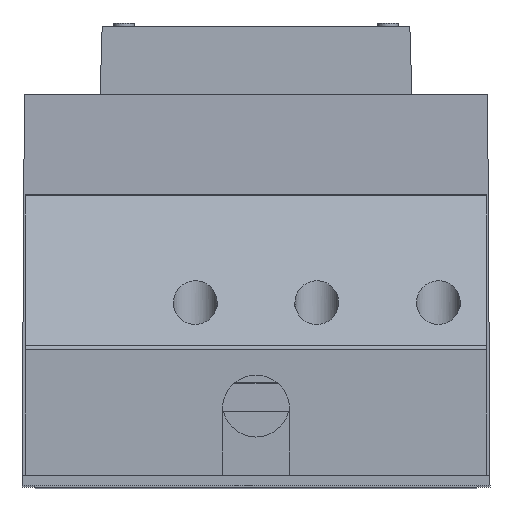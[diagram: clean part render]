
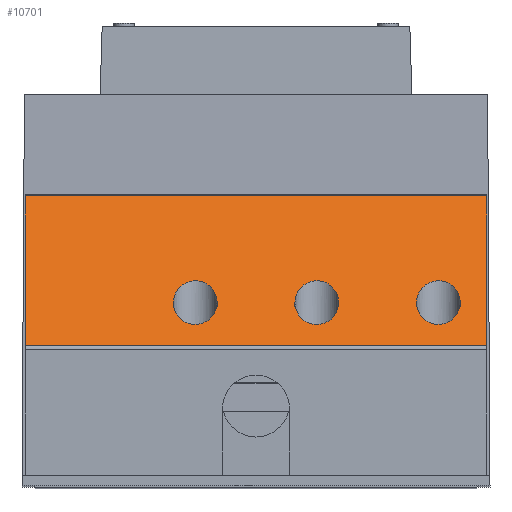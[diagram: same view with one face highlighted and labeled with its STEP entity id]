
A CAD part, top view. The second image highlights one B-rep face of the part: STEP entity #10701.
In plain terms, the highlighted planar face has unit normal (0, 0.707, 0.707).
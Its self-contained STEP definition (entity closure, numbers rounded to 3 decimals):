
#29 = CARTESIAN_POINT ( 'NONE',  ( 26.4, -3.121, 67.953 ) ) ;
#70 = CARTESIAN_POINT ( 'NONE',  ( 13.6, -10.321, 75.153 ) ) ;
#126 = ORIENTED_EDGE ( 'NONE', *, *, #296, .T. ) ;
#157 = VERTEX_POINT ( 'NONE', #4594 ) ;
#272 = ORIENTED_EDGE ( 'NONE', *, *, #3343, .T. ) ;
#296 = EDGE_CURVE ( 'Defeature ausgef�hrt1_82+Defeature ausgef�hrt1_255+Defeature ausgef�hrt1_255+Defeature ausgef�hrt1_255', #157, #4086, #10412, .T. ) ;
#304 = CARTESIAN_POINT ( 'NONE',  ( -6.4, -3.121, 67.953 ) ) ;
#707 = VECTOR ( 'NONE', #5512, 1000. ) ;
#708 =( BOUNDED_CURVE ( )  B_SPLINE_CURVE ( 3, ( #9720, #1138, #2038, #11832 ),
 .UNSPECIFIED., .F., .F. ) 
 B_SPLINE_CURVE_WITH_KNOTS ( ( 4, 4 ),
 ( 1.571, 4.712 ),
 .UNSPECIFIED. ) 
 CURVE ( )  GEOMETRIC_REPRESENTATION_ITEM ( )  RATIONAL_B_SPLINE_CURVE ( ( 1., 0.333, 0.333, 1. ) ) 
 REPRESENTATION_ITEM ( '' )  );
#1138 = CARTESIAN_POINT ( 'NONE',  ( 33.6, -17.521, 82.353 ) ) ;
#1400 = CARTESIAN_POINT ( 'NONE',  ( 38., -17.373, 82.205 ) ) ;
#1419 = CARTESIAN_POINT ( 'NONE',  ( 6.4, -10.321, 75.153 ) ) ;
#1531 = EDGE_LOOP ( 'NONE', ( #272, #8908 ) ) ;
#1607 = EDGE_CURVE ( 'Defeature ausgef�hrt1_66+Defeature ausgef�hrt1_82+Defeature ausgef�hrt1_81+Defeature ausgef�hrt1_83', #7370, #2919, #5727, .T. ) ;
#1943 = CARTESIAN_POINT ( 'NONE',  ( -13.6, -17.521, 82.353 ) ) ;
#1954 = CARTESIAN_POINT ( 'NONE',  ( 26.4, -10.321, 75.153 ) ) ;
#2019 = VERTEX_POINT ( 'NONE', #10010 ) ;
#2038 = CARTESIAN_POINT ( 'NONE',  ( 26.4, -17.521, 82.353 ) ) ;
#2105 = CARTESIAN_POINT ( 'NONE',  ( -13.6, -10.321, 75.153 ) ) ;
#2271 = EDGE_CURVE ( 'Defeature ausgef�hrt1_82+Defeature ausgef�hrt1_245+Defeature ausgef�hrt1_245+Defeature ausgef�hrt1_245', #2019, #10535, #11240, .T. ) ;
#2365 = VERTEX_POINT ( 'NONE', #8789 ) ;
#2372 = FACE_BOUND ( 'NONE', #11067, .T. ) ;
#2409 = CARTESIAN_POINT ( 'NONE',  ( 38., 7.257, 57.575 ) ) ;
#2432 = DIRECTION ( 'NONE',  ( 0., -0.707, -0.707 ) ) ;
#2567 = CARTESIAN_POINT ( 'NONE',  ( 13.6, -10.321, 75.153 ) ) ;
#2670 = CARTESIAN_POINT ( 'NONE',  ( -13.6, -10.321, 75.153 ) ) ;
#2919 = VERTEX_POINT ( 'NONE', #7298 ) ;
#2934 =( BOUNDED_CURVE ( )  B_SPLINE_CURVE ( 3, ( #70, #11845, #7939, #11723 ),
 .UNSPECIFIED., .F., .F. ) 
 B_SPLINE_CURVE_WITH_KNOTS ( ( 4, 4 ),
 ( 1.571, 4.712 ),
 .UNSPECIFIED. ) 
 CURVE ( )  GEOMETRIC_REPRESENTATION_ITEM ( )  RATIONAL_B_SPLINE_CURVE ( ( 1., 0.333, 0.333, 1. ) ) 
 REPRESENTATION_ITEM ( '' )  );
#2947 = DIRECTION ( 'NONE',  ( -1., 0., 0. ) ) ;
#3013 =( BOUNDED_CURVE ( )  B_SPLINE_CURVE ( 3, ( #2105, #7926, #304, #9906 ),
 .UNSPECIFIED., .F., .F. ) 
 B_SPLINE_CURVE_WITH_KNOTS ( ( 4, 4 ),
 ( 4.712, 7.854 ),
 .UNSPECIFIED. ) 
 CURVE ( )  GEOMETRIC_REPRESENTATION_ITEM ( )  RATIONAL_B_SPLINE_CURVE ( ( 1., 0.333, 0.333, 1. ) ) 
 REPRESENTATION_ITEM ( '' )  );
#3134 = EDGE_CURVE ( 'Defeature ausgef�hrt1_82+Defeature ausgef�hrt1_255+Defeature ausgef�hrt1_255+Defeature ausgef�hrt1_255', #4086, #157, #708, .T. ) ;
#3229 = CARTESIAN_POINT ( 'NONE',  ( -38., 7.257, 57.575 ) ) ;
#3286 = ORIENTED_EDGE ( 'NONE', *, *, #9461, .T. ) ;
#3325 = DIRECTION ( 'NONE',  ( 0., 0.707, -0.707 ) ) ;
#3343 = EDGE_CURVE ( 'Defeature ausgef�hrt1_82+Defeature ausgef�hrt1_250+Defeature ausgef�hrt1_250+Defeature ausgef�hrt1_250', #2365, #5714, #2934, .T. ) ;
#3796 = CARTESIAN_POINT ( 'NONE',  ( -13.6, -10.321, 75.153 ) ) ;
#4086 = VERTEX_POINT ( 'NONE', #6371 ) ;
#4594 = CARTESIAN_POINT ( 'NONE',  ( 26.4, -10.321, 75.153 ) ) ;
#4701 = EDGE_LOOP ( 'NONE', ( #3286, #12530, #5814, #11579 ) ) ;
#4833 = CARTESIAN_POINT ( 'NONE',  ( -6.4, -17.521, 82.353 ) ) ;
#5512 = DIRECTION ( 'NONE',  ( -1., 0., 0. ) ) ;
#5714 = VERTEX_POINT ( 'NONE', #1419 ) ;
#5727 = LINE ( 'NONE', #6811, #6364 ) ;
#5814 = ORIENTED_EDGE ( 'NONE', *, *, #1607, .F. ) ;
#6330 = CARTESIAN_POINT ( 'NONE',  ( 38., -17.373, 82.205 ) ) ;
#6364 = VECTOR ( 'NONE', #11600, 1000. ) ;
#6371 = CARTESIAN_POINT ( 'NONE',  ( 33.6, -10.321, 75.153 ) ) ;
#6591 = ORIENTED_EDGE ( 'NONE', *, *, #10932, .T. ) ;
#6730 = EDGE_CURVE ( 'Defeature ausgef�hrt1_82+Defeature ausgef�hrt1_81+Defeature ausgef�hrt1_66+Defeature ausgef�hrt1_67', #7370, #8874, #9712, .T. ) ;
#6755 = CARTESIAN_POINT ( 'NONE',  ( 33.6, -10.321, 75.153 ) ) ;
#6811 = CARTESIAN_POINT ( 'NONE',  ( 38., -17.373, 82.205 ) ) ;
#6916 =( BOUNDED_CURVE ( )  B_SPLINE_CURVE ( 3, ( #9328, #8370, #12283, #2567 ),
 .UNSPECIFIED., .F., .F. ) 
 B_SPLINE_CURVE_WITH_KNOTS ( ( 4, 4 ),
 ( 4.712, 7.854 ),
 .UNSPECIFIED. ) 
 CURVE ( )  GEOMETRIC_REPRESENTATION_ITEM ( )  RATIONAL_B_SPLINE_CURVE ( ( 1., 0.333, 0.333, 1. ) ) 
 REPRESENTATION_ITEM ( '' )  );
#7098 = FACE_OUTER_BOUND ( 'NONE', #4701, .T. ) ;
#7291 = PLANE ( 'NONE',  #11409 ) ;
#7298 = CARTESIAN_POINT ( 'NONE',  ( 38., -17.373, 82.205 ) ) ;
#7370 = VERTEX_POINT ( 'NONE', #2409 ) ;
#7503 = CARTESIAN_POINT ( 'NONE',  ( -38., -17.373, 82.205 ) ) ;
#7688 = EDGE_CURVE ( 'Defeature ausgef�hrt1_83+Defeature ausgef�hrt1_82+Defeature ausgef�hrt1_66+Defeature ausgef�hrt1_67', #2919, #8911, #10163, .T. ) ;
#7926 = CARTESIAN_POINT ( 'NONE',  ( -13.6, -3.121, 67.953 ) ) ;
#7939 = CARTESIAN_POINT ( 'NONE',  ( 6.4, -17.521, 82.353 ) ) ;
#8096 = VECTOR ( 'NONE', #10922, 1000. ) ;
#8104 = CARTESIAN_POINT ( 'NONE',  ( -38., -17.373, 82.205 ) ) ;
#8370 = CARTESIAN_POINT ( 'NONE',  ( 6.4, -3.121, 67.953 ) ) ;
#8580 = ORIENTED_EDGE ( 'NONE', *, *, #2271, .T. ) ;
#8693 = CARTESIAN_POINT ( 'NONE',  ( 38., 7.257, 57.575 ) ) ;
#8789 = CARTESIAN_POINT ( 'NONE',  ( 13.6, -10.321, 75.153 ) ) ;
#8874 = VERTEX_POINT ( 'NONE', #3229 ) ;
#8908 = ORIENTED_EDGE ( 'NONE', *, *, #10856, .T. ) ;
#8911 = VERTEX_POINT ( 'NONE', #7503 ) ;
#9328 = CARTESIAN_POINT ( 'NONE',  ( 6.4, -10.321, 75.153 ) ) ;
#9461 = EDGE_CURVE ( 'Defeature ausgef�hrt1_82+Defeature ausgef�hrt1_67+Defeature ausgef�hrt1_81+Defeature ausgef�hrt1_83', #8874, #8911, #9831, .T. ) ;
#9467 = VECTOR ( 'NONE', #2947, 1000. ) ;
#9687 = CARTESIAN_POINT ( 'NONE',  ( -6.4, -10.321, 75.153 ) ) ;
#9712 = LINE ( 'NONE', #8693, #9467 ) ;
#9720 = CARTESIAN_POINT ( 'NONE',  ( 33.6, -10.321, 75.153 ) ) ;
#9831 = LINE ( 'NONE', #8104, #8096 ) ;
#9906 = CARTESIAN_POINT ( 'NONE',  ( -6.4, -10.321, 75.153 ) ) ;
#9971 = FACE_BOUND ( 'NONE', #12419, .T. ) ;
#10010 = CARTESIAN_POINT ( 'NONE',  ( -6.4, -10.321, 75.153 ) ) ;
#10163 = LINE ( 'NONE', #1400, #707 ) ;
#10412 =( BOUNDED_CURVE ( )  B_SPLINE_CURVE ( 3, ( #1954, #29, #12460, #6755 ),
 .UNSPECIFIED., .F., .F. ) 
 B_SPLINE_CURVE_WITH_KNOTS ( ( 4, 4 ),
 ( 4.712, 7.854 ),
 .UNSPECIFIED. ) 
 CURVE ( )  GEOMETRIC_REPRESENTATION_ITEM ( )  RATIONAL_B_SPLINE_CURVE ( ( 1., 0.333, 0.333, 1. ) ) 
 REPRESENTATION_ITEM ( '' )  );
#10535 = VERTEX_POINT ( 'NONE', #3796 ) ;
#10701 = ADVANCED_FACE ( 'Defeature ausgef�hrt1_82', ( #9971, #12097, #2372, #7098 ), #7291, .F. ) ;
#10856 = EDGE_CURVE ( 'Defeature ausgef�hrt1_82+Defeature ausgef�hrt1_250+Defeature ausgef�hrt1_250+Defeature ausgef�hrt1_250', #5714, #2365, #6916, .T. ) ;
#10922 = DIRECTION ( 'NONE',  ( 0., -0.707, 0.707 ) ) ;
#10932 = EDGE_CURVE ( 'Defeature ausgef�hrt1_82+Defeature ausgef�hrt1_245+Defeature ausgef�hrt1_245+Defeature ausgef�hrt1_245', #10535, #2019, #3013, .T. ) ;
#11067 = EDGE_LOOP ( 'NONE', ( #8580, #6591 ) ) ;
#11240 =( BOUNDED_CURVE ( )  B_SPLINE_CURVE ( 3, ( #9687, #4833, #1943, #2670 ),
 .UNSPECIFIED., .F., .F. ) 
 B_SPLINE_CURVE_WITH_KNOTS ( ( 4, 4 ),
 ( 1.571, 4.712 ),
 .UNSPECIFIED. ) 
 CURVE ( )  GEOMETRIC_REPRESENTATION_ITEM ( )  RATIONAL_B_SPLINE_CURVE ( ( 1., 0.333, 0.333, 1. ) ) 
 REPRESENTATION_ITEM ( '' )  );
#11409 = AXIS2_PLACEMENT_3D ( 'NONE', #6330, #2432, #3325 ) ;
#11579 = ORIENTED_EDGE ( 'NONE', *, *, #6730, .T. ) ;
#11600 = DIRECTION ( 'NONE',  ( 0., -0.707, 0.707 ) ) ;
#11723 = CARTESIAN_POINT ( 'NONE',  ( 6.4, -10.321, 75.153 ) ) ;
#11832 = CARTESIAN_POINT ( 'NONE',  ( 26.4, -10.321, 75.153 ) ) ;
#11845 = CARTESIAN_POINT ( 'NONE',  ( 13.6, -17.521, 82.353 ) ) ;
#12097 = FACE_BOUND ( 'NONE', #1531, .T. ) ;
#12106 = ORIENTED_EDGE ( 'NONE', *, *, #3134, .T. ) ;
#12283 = CARTESIAN_POINT ( 'NONE',  ( 13.6, -3.121, 67.953 ) ) ;
#12419 = EDGE_LOOP ( 'NONE', ( #12106, #126 ) ) ;
#12460 = CARTESIAN_POINT ( 'NONE',  ( 33.6, -3.121, 67.953 ) ) ;
#12530 = ORIENTED_EDGE ( 'NONE', *, *, #7688, .F. ) ;
